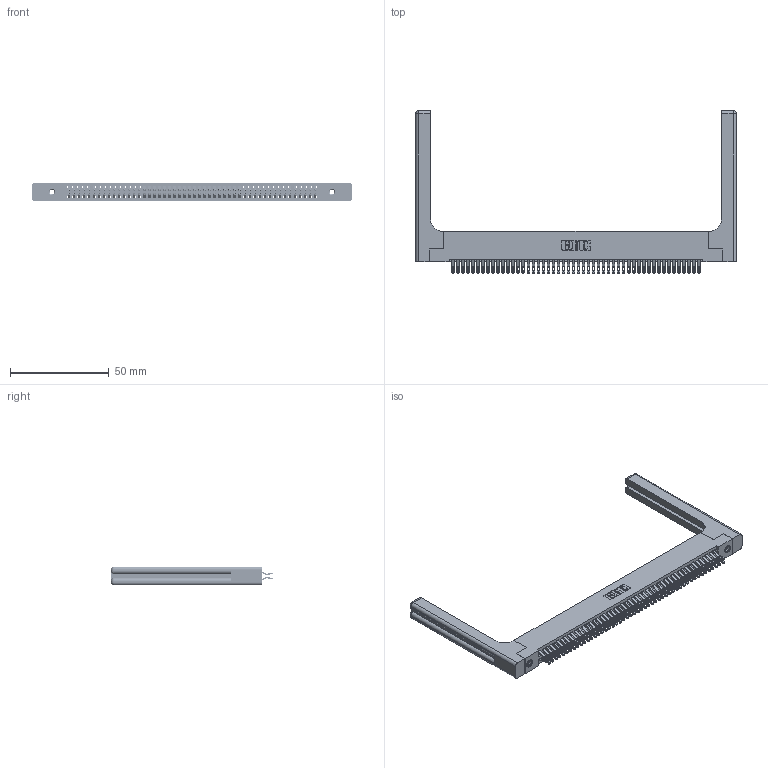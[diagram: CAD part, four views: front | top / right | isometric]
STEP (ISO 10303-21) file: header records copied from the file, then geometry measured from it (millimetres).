
FILE_DESCRIPTION (( 'STEP AP203' ), '1' );
FILE_NAME ('345-100-555-258.STEP', '2019-11-02T16:42:51', ( '' ), ( '' ), 'SwSTEP 2.0', 'SolidWorks 2016', '' );
FILE_SCHEMA (( 'CONFIG_CONTROL_DESIGN' ));
Length unit declared in the file: inch
Products named in the file (5): 345-292-001_555 Tail; 345 Part_Flush Mounting Lugs - 0.156 Dia-TH; 345-100-555-258; 345-220-058_345-220-058; 345-250-001_345-250-001-102
Assembly tree (105 placements, depth 2):
  345-100-555-258
    345 Part_Flush Mounting Lugs - 0.156 Dia-TH
    345-292-001_555 Tail  x100
    345-250-001_345-250-001-102  x2
    345-220-058_345-220-058  x2
Bounding box: 162.03 x 82.09 x 9.4 mm (x, y, z)
Volume: 24578.9 mm3; surface area: 30026.7 mm2
Topology: 105 solids, 105 shells, 5982 faces, 18707 edges, 12450 vertices
Faces by surface type: plane 3328, cylinder 2594, bspline 36, cone 12, sphere 8, torus 4
Entity records: 43662 total; most frequent: CARTESIAN_POINT 8339, ORIENTED_EDGE 7040, DIRECTION 6244, EDGE_CURVE 3520, LINE 3076, VECTOR 3076, VERTEX_POINT 2338, AXIS2_PLACEMENT_3D 1584
